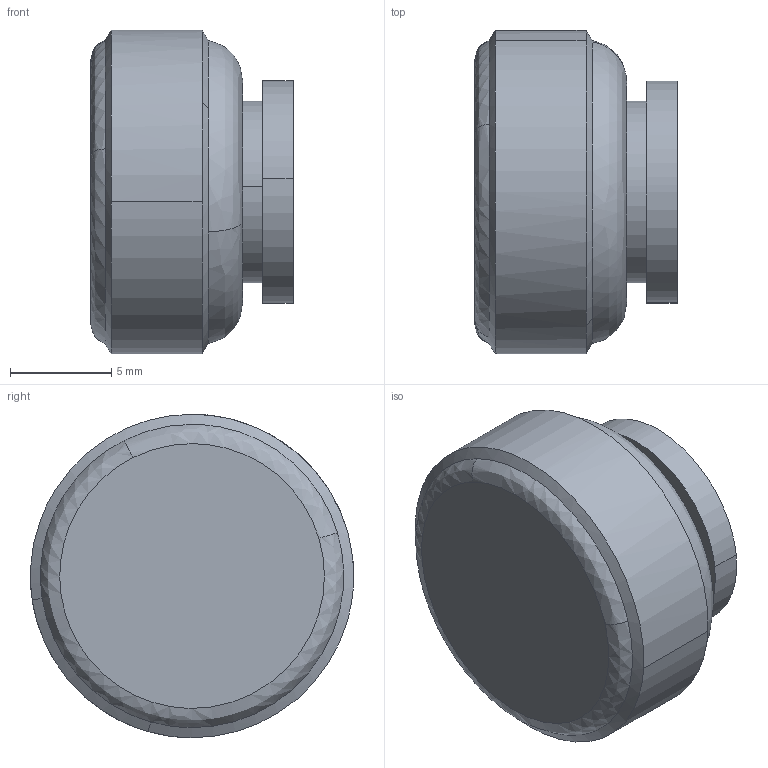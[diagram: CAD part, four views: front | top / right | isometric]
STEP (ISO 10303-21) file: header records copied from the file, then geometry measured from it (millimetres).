
FILE_DESCRIPTION((''),'2;1');
FILE_NAME('','2005-10-07T12:22:09',(''),(''),'','CADfix','');
FILE_SCHEMA(('AUTOMOTIVE_DESIGN'));
Length unit declared in the file: millimetre
Products named in the file (1): knob
Bounding box: 10 x 15.98 x 16 mm (x, y, z)
Volume: 1528.2 mm3; surface area: 904.7 mm2
Topology: 1 solids, 1 shells, 23 faces, 80 edges, 62 vertices
Faces by surface type: bspline 23
Entity records: 1019 total; most frequent: CARTESIAN_POINT 601, ORIENTED_EDGE 160, EDGE_CURVE 80, VERTEX_POINT 62, EDGE_LOOP 26, FACE_OUTER_BOUND 23, ADVANCED_FACE 23, QUASI_UNIFORM_CURVE 14
